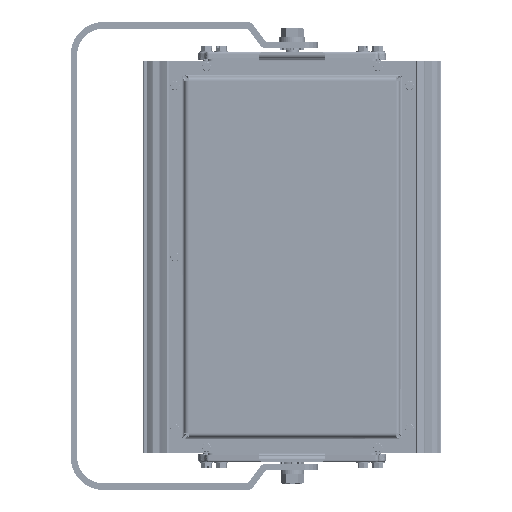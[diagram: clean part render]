
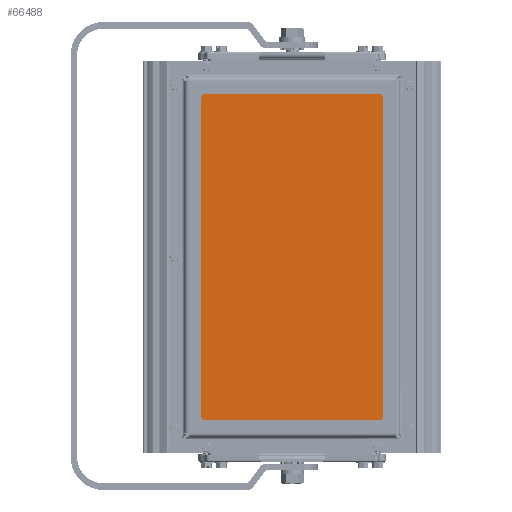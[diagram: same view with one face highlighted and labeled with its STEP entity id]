
A CAD part, front view. The second image highlights one B-rep face of the part: STEP entity #66488.
In plain terms, the highlighted face is planar.
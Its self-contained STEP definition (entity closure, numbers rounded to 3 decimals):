
#1771=PLANE('',#70844);
#10098=FACE_OUTER_BOUND('',#13823,.T.);
#13823=EDGE_LOOP('',(#48069,#48070,#48071,#48072,#48073,#48074,#48075,#48076));
#17841=LINE('',#100051,#22957);
#17842=LINE('',#100055,#22958);
#17843=LINE('',#100059,#22959);
#17844=LINE('',#100062,#22960);
#22957=VECTOR('',#77975,0.394);
#22958=VECTOR('',#77978,0.394);
#22959=VECTOR('',#77981,0.394);
#22960=VECTOR('',#77984,0.394);
#27940=CIRCLE('',#70843,0.25);
#27941=CIRCLE('',#70845,0.25);
#27942=CIRCLE('',#70846,0.25);
#27943=CIRCLE('',#70847,0.25);
#30548=VERTEX_POINT('',#100044);
#30549=VERTEX_POINT('',#100046);
#30550=VERTEX_POINT('',#100050);
#30551=VERTEX_POINT('',#100052);
#30552=VERTEX_POINT('',#100054);
#30553=VERTEX_POINT('',#100056);
#30554=VERTEX_POINT('',#100058);
#30555=VERTEX_POINT('',#100060);
#37239=EDGE_CURVE('',#30548,#30549,#27940,.T.);
#37241=EDGE_CURVE('',#30550,#30548,#17841,.T.);
#37242=EDGE_CURVE('',#30551,#30550,#27941,.T.);
#37243=EDGE_CURVE('',#30552,#30551,#17842,.T.);
#37244=EDGE_CURVE('',#30553,#30552,#27942,.T.);
#37245=EDGE_CURVE('',#30554,#30553,#17843,.T.);
#37246=EDGE_CURVE('',#30555,#30554,#27943,.T.);
#37247=EDGE_CURVE('',#30549,#30555,#17844,.T.);
#48069=ORIENTED_EDGE('',*,*,#37239,.F.);
#48070=ORIENTED_EDGE('',*,*,#37241,.F.);
#48071=ORIENTED_EDGE('',*,*,#37242,.F.);
#48072=ORIENTED_EDGE('',*,*,#37243,.F.);
#48073=ORIENTED_EDGE('',*,*,#37244,.F.);
#48074=ORIENTED_EDGE('',*,*,#37245,.F.);
#48075=ORIENTED_EDGE('',*,*,#37246,.F.);
#48076=ORIENTED_EDGE('',*,*,#37247,.F.);
#66488=ADVANCED_FACE('',(#10098),#1771,.F.);
#70843=AXIS2_PLACEMENT_3D('',#100047,#77970,#77971);
#70844=AXIS2_PLACEMENT_3D('',#100049,#77973,#77974);
#70845=AXIS2_PLACEMENT_3D('',#100053,#77976,#77977);
#70846=AXIS2_PLACEMENT_3D('',#100057,#77979,#77980);
#70847=AXIS2_PLACEMENT_3D('',#100061,#77982,#77983);
#77970=DIRECTION('center_axis',(0.,0.,1.));
#77971=DIRECTION('ref_axis',(0.707,-0.707,0.));
#77973=DIRECTION('center_axis',(0.,0.,1.));
#77974=DIRECTION('ref_axis',(1.,0.,0.));
#77975=DIRECTION('',(1.,0.,0.));
#77976=DIRECTION('center_axis',(0.,0.,1.));
#77977=DIRECTION('ref_axis',(-0.707,-0.707,0.));
#77978=DIRECTION('',(0.,-1.,0.));
#77979=DIRECTION('center_axis',(0.,0.,1.));
#77980=DIRECTION('ref_axis',(-0.707,0.707,0.));
#77981=DIRECTION('',(-1.,0.,0.));
#77982=DIRECTION('center_axis',(0.,0.,1.));
#77983=DIRECTION('ref_axis',(0.707,0.707,0.));
#77984=DIRECTION('',(0.,1.,0.));
#100044=CARTESIAN_POINT('',(3.666,-6.666,0.));
#100046=CARTESIAN_POINT('',(3.916,-6.416,0.));
#100047=CARTESIAN_POINT('Origin',(3.666,-6.416,0.));
#100049=CARTESIAN_POINT('Origin',(0.,0.,0.));
#100050=CARTESIAN_POINT('',(-3.666,-6.666,0.));
#100051=CARTESIAN_POINT('',(-3.916,-6.666,0.));
#100052=CARTESIAN_POINT('',(-3.916,-6.416,0.));
#100053=CARTESIAN_POINT('Origin',(-3.666,-6.416,0.));
#100054=CARTESIAN_POINT('',(-3.916,6.416,0.));
#100055=CARTESIAN_POINT('',(-3.916,6.666,0.));
#100056=CARTESIAN_POINT('',(-3.666,6.666,0.));
#100057=CARTESIAN_POINT('Origin',(-3.666,6.416,0.));
#100058=CARTESIAN_POINT('',(3.666,6.666,0.));
#100059=CARTESIAN_POINT('',(3.916,6.666,0.));
#100060=CARTESIAN_POINT('',(3.916,6.416,0.));
#100061=CARTESIAN_POINT('Origin',(3.666,6.416,0.));
#100062=CARTESIAN_POINT('',(3.916,-6.666,0.));
